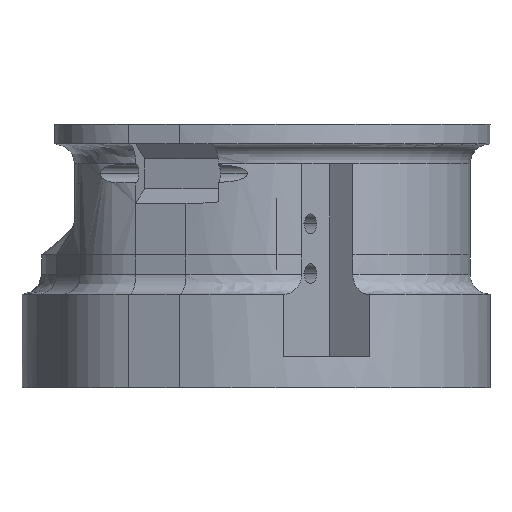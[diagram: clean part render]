
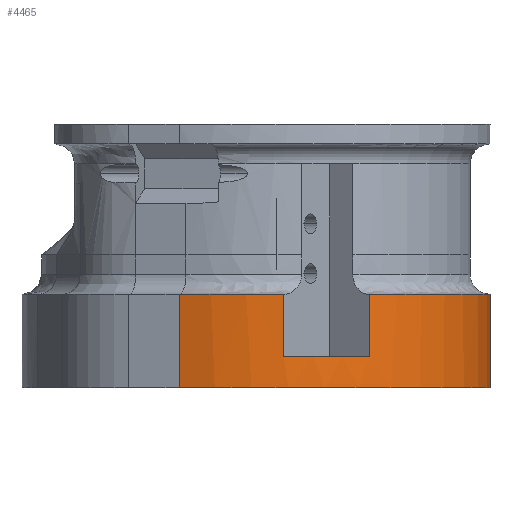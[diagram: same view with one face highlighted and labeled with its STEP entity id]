
A CAD part, front view. The second image highlights one B-rep face of the part: STEP entity #4465.
In plain terms, the highlighted cylindrical face has radius 18.516 mm (diameter 37.032 mm), a partial arc.
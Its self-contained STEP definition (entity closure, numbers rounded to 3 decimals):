
#25 = EDGE_CURVE ( 'NONE', #5542, #1023, #3881, .T. ) ;
#44 = EDGE_CURVE ( 'NONE', #4870, #4636, #1923, .T. ) ;
#106 = EDGE_CURVE ( 'NONE', #800, #1880, #2205, .T. ) ;
#122 = CARTESIAN_POINT ( 'NONE',  ( 1.427, -21.765, -8.906 ) ) ;
#167 = CARTESIAN_POINT ( 'NONE',  ( -4.036, -20.394, -16.406 ) ) ;
#172 = CARTESIAN_POINT ( 'NONE',  ( 11.287, -19.295, -16.406 ) ) ;
#206 = DIRECTION ( 'NONE',  ( 1., 0., 0. ) ) ;
#214 = EDGE_CURVE ( 'NONE', #800, #1023, #4458, .T. ) ;
#785 = CARTESIAN_POINT ( 'NONE',  ( 20.937, -9.681, -8.906 ) ) ;
#800 = VERTEX_POINT ( 'NONE', #2687 ) ;
#901 = CARTESIAN_POINT ( 'NONE',  ( 11.287, -19.295, -8.906 ) ) ;
#973 = VECTOR ( 'NONE', #1313, 1000. ) ;
#1002 = VECTOR ( 'NONE', #2261, 1000. ) ;
#1021 = DIRECTION ( 'NONE',  ( 0., 0., -1. ) ) ;
#1023 = VERTEX_POINT ( 'NONE', #5305 ) ;
#1103 = AXIS2_PLACEMENT_3D ( 'NONE', #2599, #4346, #3009 ) ;
#1149 =( BOUNDED_CURVE ( )  B_SPLINE_CURVE ( 3, ( #3821, #785, #2143, #3370 ),
 .UNSPECIFIED., .F., .F. ) 
 B_SPLINE_CURVE_WITH_KNOTS ( ( 4, 4 ),
 ( 0., 0.02 ),
 .UNSPECIFIED. ) 
 CURVE ( )  GEOMETRIC_REPRESENTATION_ITEM ( )  RATIONAL_B_SPLINE_CURVE ( ( 1., 0.842, 0.771, 0.788 ) ) 
 REPRESENTATION_ITEM ( '' )  );
#1227 = LINE ( 'NONE', #5545, #973 ) ;
#1313 = DIRECTION ( 'NONE',  ( 0., 0., 1. ) ) ;
#1330 = ORIENTED_EDGE ( 'NONE', *, *, #2172, .T. ) ;
#1394 = CARTESIAN_POINT ( 'NONE',  ( 20.937, -3.04, -8.906 ) ) ;
#1592 = CARTESIAN_POINT ( 'NONE',  ( 2.42, -3.04, -13.906 ) ) ;
#1662 = AXIS2_PLACEMENT_3D ( 'NONE', #2879, #5448, #2823 ) ;
#1701 = AXIS2_PLACEMENT_3D ( 'NONE', #1592, #3646, #206 ) ;
#1743 = ORIENTED_EDGE ( 'NONE', *, *, #3356, .T. ) ;
#1762 = ORIENTED_EDGE ( 'NONE', *, *, #4952, .T. ) ;
#1880 = VERTEX_POINT ( 'NONE', #2793 ) ;
#1923 = LINE ( 'NONE', #172, #3092 ) ;
#2143 = CARTESIAN_POINT ( 'NONE',  ( 17.652, -15.823, -8.906 ) ) ;
#2172 = EDGE_CURVE ( 'NONE', #4990, #4870, #1149, .T. ) ;
#2205 = CIRCLE ( 'NONE', #1662, 18.516 ) ;
#2259 = CARTESIAN_POINT ( 'NONE',  ( 4.371, -21.453, -8.906 ) ) ;
#2261 = DIRECTION ( 'NONE',  ( 0., 0., 1. ) ) ;
#2302 = ORIENTED_EDGE ( 'NONE', *, *, #44, .T. ) ;
#2473 = VERTEX_POINT ( 'NONE', #4098 ) ;
#2599 = CARTESIAN_POINT ( 'NONE',  ( 2.42, -3.04, -16.406 ) ) ;
#2627 = CARTESIAN_POINT ( 'NONE',  ( 4.371, -21.453, -16.406 ) ) ;
#2687 = CARTESIAN_POINT ( 'NONE',  ( -4.036, -20.394, -16.406 ) ) ;
#2758 = DIRECTION ( 'NONE',  ( 0., 0., 1. ) ) ;
#2763 = CARTESIAN_POINT ( 'NONE',  ( -1.424, -21.366, -8.906 ) ) ;
#2793 = CARTESIAN_POINT ( 'NONE',  ( 20.937, -3.04, -16.406 ) ) ;
#2823 = DIRECTION ( 'NONE',  ( -1., 0., 0. ) ) ;
#2879 = CARTESIAN_POINT ( 'NONE',  ( 2.42, -3.04, -16.406 ) ) ;
#3009 = DIRECTION ( 'NONE',  ( 1., 0., 0. ) ) ;
#3047 = EDGE_CURVE ( 'NONE', #4636, #2473, #4399, .T. ) ;
#3092 = VECTOR ( 'NONE', #1021, 1000. ) ;
#3356 = EDGE_CURVE ( 'NONE', #1880, #4990, #1227, .T. ) ;
#3370 = CARTESIAN_POINT ( 'NONE',  ( 11.287, -19.295, -8.906 ) ) ;
#3409 = ORIENTED_EDGE ( 'NONE', *, *, #106, .T. ) ;
#3430 = FACE_OUTER_BOUND ( 'NONE', #5110, .T. ) ;
#3528 = CARTESIAN_POINT ( 'NONE',  ( -4.036, -20.394, -8.906 ) ) ;
#3646 = DIRECTION ( 'NONE',  ( 0., 0., -1. ) ) ;
#3821 = CARTESIAN_POINT ( 'NONE',  ( 20.937, -3.04, -8.906 ) ) ;
#3881 =( BOUNDED_CURVE ( )  B_SPLINE_CURVE ( 3, ( #4036, #122, #2763, #3528 ),
 .UNSPECIFIED., .F., .F. ) 
 B_SPLINE_CURVE_WITH_KNOTS ( ( 4, 4 ),
 ( 0.027, 0.036 ),
 .UNSPECIFIED. ) 
 CURVE ( )  GEOMETRIC_REPRESENTATION_ITEM ( )  RATIONAL_B_SPLINE_CURVE ( ( 0.837, 0.873, 0.927, 1. ) ) 
 REPRESENTATION_ITEM ( '' )  );
#4036 = CARTESIAN_POINT ( 'NONE',  ( 4.371, -21.453, -8.906 ) ) ;
#4098 = CARTESIAN_POINT ( 'NONE',  ( 4.371, -21.453, -13.906 ) ) ;
#4154 = ORIENTED_EDGE ( 'NONE', *, *, #25, .T. ) ;
#4171 = VECTOR ( 'NONE', #2758, 1000. ) ;
#4346 = DIRECTION ( 'NONE',  ( 0., 0., 1. ) ) ;
#4399 = CIRCLE ( 'NONE', #1701, 18.516 ) ;
#4458 = LINE ( 'NONE', #167, #4171 ) ;
#4465 = ADVANCED_FACE ( 'NONE', ( #3430 ), #5163, .T. ) ;
#4636 = VERTEX_POINT ( 'NONE', #4815 ) ;
#4769 = LINE ( 'NONE', #2627, #1002 ) ;
#4815 = CARTESIAN_POINT ( 'NONE',  ( 11.287, -19.295, -13.906 ) ) ;
#4870 = VERTEX_POINT ( 'NONE', #901 ) ;
#4952 = EDGE_CURVE ( 'NONE', #2473, #5542, #4769, .T. ) ;
#4990 = VERTEX_POINT ( 'NONE', #1394 ) ;
#5110 = EDGE_LOOP ( 'NONE', ( #1330, #2302, #5181, #1762, #4154, #5469, #3409, #1743 ) ) ;
#5163 = CYLINDRICAL_SURFACE ( 'NONE', #1103, 18.516 ) ;
#5181 = ORIENTED_EDGE ( 'NONE', *, *, #3047, .T. ) ;
#5305 = CARTESIAN_POINT ( 'NONE',  ( -4.036, -20.394, -8.906 ) ) ;
#5448 = DIRECTION ( 'NONE',  ( 0., 0., 1. ) ) ;
#5469 = ORIENTED_EDGE ( 'NONE', *, *, #214, .F. ) ;
#5542 = VERTEX_POINT ( 'NONE', #2259 ) ;
#5545 = CARTESIAN_POINT ( 'NONE',  ( 20.937, -3.04, -16.406 ) ) ;
